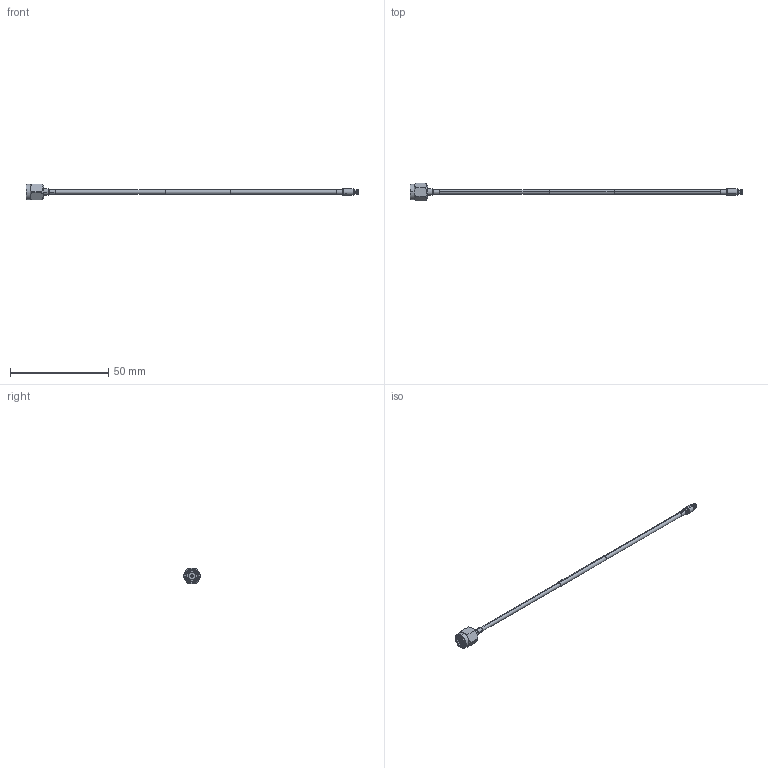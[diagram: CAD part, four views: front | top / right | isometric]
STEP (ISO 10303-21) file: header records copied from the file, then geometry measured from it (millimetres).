
FILE_DESCRIPTION (( 'STEP AP214' ), '1' );
FILE_NAME ('FMC01083_3D.step', '2023-03-06T20:09:21', ( '' ), ( '' ), 'SwSTEP 2.0', 'SolidWorks 2022', '' );
FILE_SCHEMA (( 'AUTOMOTIVE_DESIGN' ));
Length unit declared in the file: inch
Products named in the file (6): FM-SR086ALTN^FMC01083; heat shrink conn 1^FMC01083_conn 1; PE44974 ¦ SC5431; FMC01083_3D; heat shrink conn 2^FMC01083_conn 1; SC3020
Assembly tree (5 placements, depth 2):
  FMC01083_3D
    FM-SR086ALTN^FMC01083
    SC3020
    PE44974 ¦ SC5431
    heat shrink conn 1^FMC01083_conn 1
    heat shrink conn 2^FMC01083_conn 1
Bounding box: 168.81 x 9.12 x 7.94 mm (x, y, z)
Volume: 1025.7 mm3; surface area: 2409.7 mm2
Topology: 6 solids, 6 shells, 244 faces, 593 edges, 370 vertices
Faces by surface type: cylinder 82, plane 67, cone 66, torus 20, bspline 9
Entity records: 10456 total; most frequent: CARTESIAN_POINT 3069, DIRECTION 1219, ORIENTED_EDGE 1186, EDGE_CURVE 593, AXIS2_PLACEMENT_3D 502, VERTEX_POINT 370, EDGE_LOOP 263, CIRCLE 259
